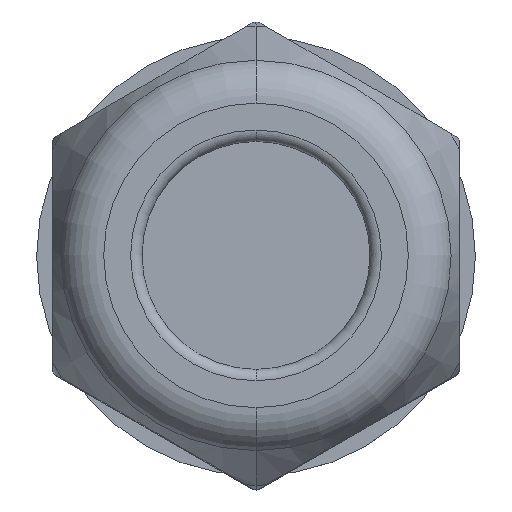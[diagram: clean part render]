
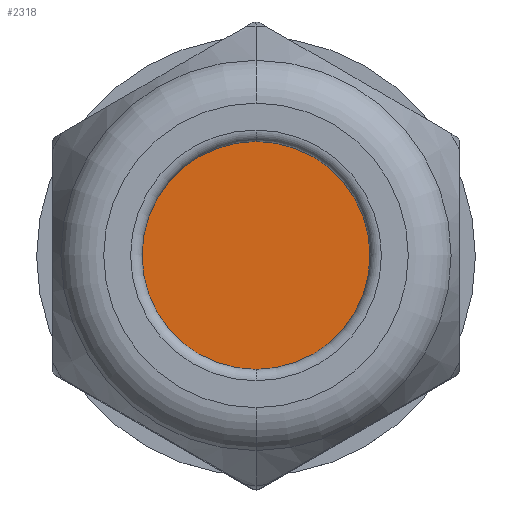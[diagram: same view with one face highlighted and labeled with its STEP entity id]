
A CAD part, top view. The second image highlights one B-rep face of the part: STEP entity #2318.
In plain terms, the highlighted planar face has unit normal (0, 0, 1).
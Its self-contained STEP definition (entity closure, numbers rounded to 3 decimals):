
#2270=AXIS2_PLACEMENT_3D('Circle Axis2P3D',#2268,#2269,$) ;
#2289=AXIS2_PLACEMENT_3D('Circle Axis2P3D',#2287,#2288,$) ;
#2312=AXIS2_PLACEMENT_3D('Plane Axis2P3D',#2309,#2310,#2311) ;
#2265=CARTESIAN_POINT('Vertex',(26.767,34.259,48.4)) ;
#2268=CARTESIAN_POINT('Axis2P3D Location',(19.25,20.499,48.4)) ;
#2272=CARTESIAN_POINT('Vertex',(11.733,6.739,48.4)) ;
#2287=CARTESIAN_POINT('Axis2P3D Location',(19.25,20.499,48.4)) ;
#2309=CARTESIAN_POINT('Axis2P3D Location',(19.25,20.499,48.4)) ;
#2269=DIRECTION('Axis2P3D Direction',(0.,0.,-1.)) ;
#2288=DIRECTION('Axis2P3D Direction',(0.,0.,-1.)) ;
#2310=DIRECTION('Axis2P3D Direction',(0.,0.,-1.)) ;
#2311=DIRECTION('Axis2P3D XDirection',(1.,0.,0.)) ;
#2315=ORIENTED_EDGE('',*,*,#2274,.F.) ;
#2316=ORIENTED_EDGE('',*,*,#2291,.F.) ;
#2318=ADVANCED_FACE('Sealing',(#2317),#2313,.F.) ;
#2271=CIRCLE('generated circle',#2270,15.679) ;
#2290=CIRCLE('generated circle',#2289,15.679) ;
#2274=EDGE_CURVE('',#2266,#2273,#2271,.T.) ;
#2291=EDGE_CURVE('',#2273,#2266,#2290,.T.) ;
#2314=EDGE_LOOP('',(#2315,#2316)) ;
#2317=FACE_OUTER_BOUND('',#2314,.T.) ;
#2313=PLANE('',#2312) ;
#2266=VERTEX_POINT('',#2265) ;
#2273=VERTEX_POINT('',#2272) ;
